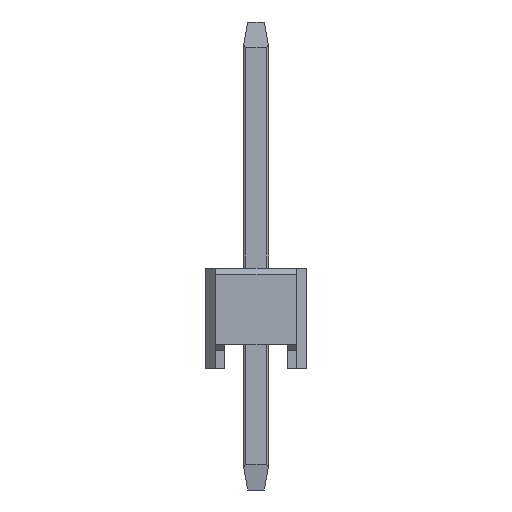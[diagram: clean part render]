
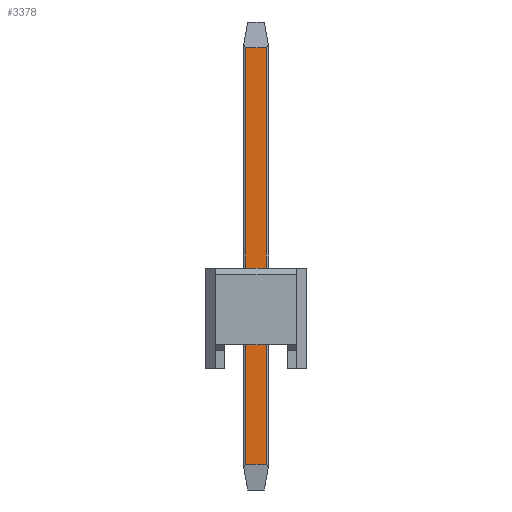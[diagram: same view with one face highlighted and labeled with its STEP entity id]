
A CAD part, left-side view. The second image highlights one B-rep face of the part: STEP entity #3378.
In plain terms, the highlighted planar face has unit normal (-1, 0, 0).
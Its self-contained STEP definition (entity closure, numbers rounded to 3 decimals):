
#969 = LINE ( 'NONE', #7187, #16309 ) ;
#1037 = CARTESIAN_POINT ( 'NONE',  ( -0.32, 0.32, 7.96 ) ) ;
#1892 = AXIS2_PLACEMENT_3D ( 'NONE', #15888, #23816, #44237 ) ;
#2872 = EDGE_CURVE ( 'NONE', #25822, #34373, #17269, .T. ) ;
#3378 = ADVANCED_FACE ( 'NONE', ( #16556 ), #40953, .F. ) ;
#3626 = VERTEX_POINT ( 'NONE', #41085 ) ;
#4459 = CARTESIAN_POINT ( 'NONE',  ( -0.32, 0.256, -2.36 ) ) ;
#5187 = EDGE_CURVE ( 'NONE', #3626, #25822, #44205, .T. ) ;
#6194 = ORIENTED_EDGE ( 'NONE', *, *, #26068, .T. ) ;
#7187 = CARTESIAN_POINT ( 'NONE',  ( -0.32, 0.32, -2.36 ) ) ;
#11650 = CARTESIAN_POINT ( 'NONE',  ( -0.32, 0.256, 7.96 ) ) ;
#12803 = VECTOR ( 'NONE', #18807, 1000. ) ;
#14678 = VERTEX_POINT ( 'NONE', #43342 ) ;
#15888 = CARTESIAN_POINT ( 'NONE',  ( -0.32, 0.32, 8.6 ) ) ;
#16151 = VECTOR ( 'NONE', #18889, 1000. ) ;
#16309 = VECTOR ( 'NONE', #39465, 1000. ) ;
#16556 = FACE_OUTER_BOUND ( 'NONE', #32498, .T. ) ;
#16795 = CARTESIAN_POINT ( 'NONE',  ( -0.32, 0.256, 8.6 ) ) ;
#17269 = LINE ( 'NONE', #16795, #38253 ) ;
#18807 = DIRECTION ( 'NONE',  ( 0., 0., 1. ) ) ;
#18889 = DIRECTION ( 'NONE',  ( 0., 1., 0. ) ) ;
#19915 = ORIENTED_EDGE ( 'NONE', *, *, #5187, .T. ) ;
#22995 = LINE ( 'NONE', #37129, #12803 ) ;
#23816 = DIRECTION ( 'NONE',  ( 1., 0., 0. ) ) ;
#25822 = VERTEX_POINT ( 'NONE', #11650 ) ;
#26004 = ORIENTED_EDGE ( 'NONE', *, *, #42255, .T. ) ;
#26068 = EDGE_CURVE ( 'NONE', #34373, #14678, #969, .T. ) ;
#28603 = ORIENTED_EDGE ( 'NONE', *, *, #2872, .T. ) ;
#32498 = EDGE_LOOP ( 'NONE', ( #6194, #26004, #19915, #28603 ) ) ;
#34373 = VERTEX_POINT ( 'NONE', #4459 ) ;
#35166 = DIRECTION ( 'NONE',  ( 0., 0., -1. ) ) ;
#37129 = CARTESIAN_POINT ( 'NONE',  ( -0.32, -0.256, 8.6 ) ) ;
#38253 = VECTOR ( 'NONE', #35166, 1000. ) ;
#39465 = DIRECTION ( 'NONE',  ( 0., -1., 0. ) ) ;
#40953 = PLANE ( 'NONE',  #1892 ) ;
#41085 = CARTESIAN_POINT ( 'NONE',  ( -0.32, -0.256, 7.96 ) ) ;
#42255 = EDGE_CURVE ( 'NONE', #14678, #3626, #22995, .T. ) ;
#43342 = CARTESIAN_POINT ( 'NONE',  ( -0.32, -0.256, -2.36 ) ) ;
#44205 = LINE ( 'NONE', #1037, #16151 ) ;
#44237 = DIRECTION ( 'NONE',  ( 0., 1., 0. ) ) ;
